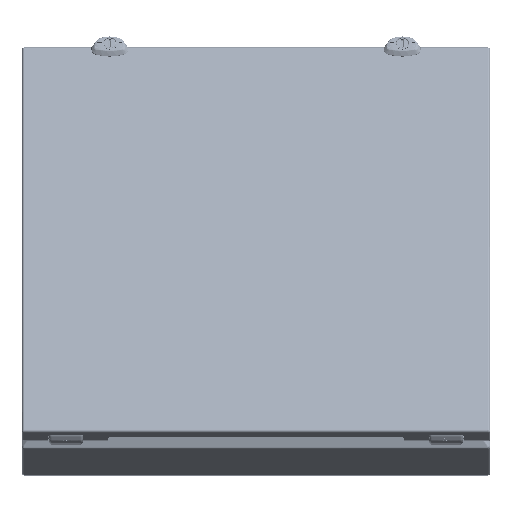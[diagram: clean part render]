
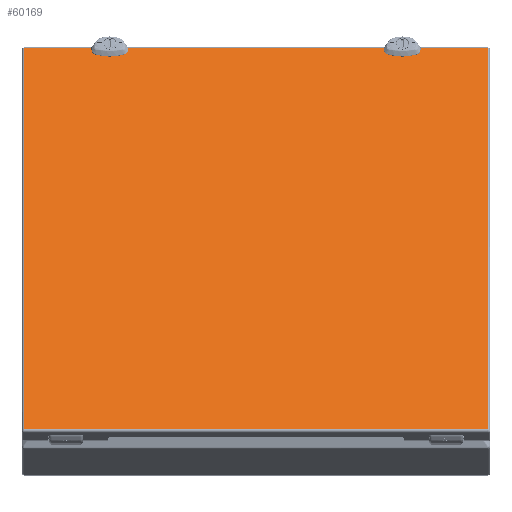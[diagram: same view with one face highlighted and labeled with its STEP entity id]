
A CAD part, top view. The second image highlights one B-rep face of the part: STEP entity #60169.
In plain terms, the highlighted face is planar.
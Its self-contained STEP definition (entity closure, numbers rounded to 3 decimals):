
#3845=LINE('',#89638,#9156);
#3880=LINE('',#89736,#9191);
#3883=LINE('',#89749,#9194);
#3887=LINE('',#89766,#9198);
#3888=LINE('',#89768,#9199);
#3889=LINE('',#89772,#9200);
#3890=LINE('',#89776,#9201);
#3891=LINE('',#89778,#9202);
#3892=LINE('',#89780,#9203);
#3893=LINE('',#89782,#9204);
#3894=LINE('',#89784,#9205);
#3895=LINE('',#89785,#9206);
#9156=VECTOR('',#71130,0.394);
#9191=VECTOR('',#71199,0.394);
#9194=VECTOR('',#71214,0.394);
#9198=VECTOR('',#71236,0.394);
#9199=VECTOR('',#71237,0.394);
#9200=VECTOR('',#71240,0.394);
#9201=VECTOR('',#71243,0.394);
#9202=VECTOR('',#71244,0.394);
#9203=VECTOR('',#71245,0.394);
#9204=VECTOR('',#71246,0.394);
#9205=VECTOR('',#71247,0.394);
#9206=VECTOR('',#71248,0.394);
#15358=FACE_OUTER_BOUND('',#18967,.T.);
#18967=EDGE_LOOP('',(#41401,#41402,#41403,#41404,#41405,#41406,#41407,#41408,
#41409,#41410,#41411,#41412,#41413,#41414,#41415,#41416));
#22610=CIRCLE('',#64739,0.03);
#22612=CIRCLE('',#64743,0.03);
#22614=CIRCLE('',#64750,0.03);
#22615=CIRCLE('',#64751,0.03);
#25071=VERTEX_POINT('',#89636);
#25072=VERTEX_POINT('',#89637);
#25117=VERTEX_POINT('',#89733);
#25118=VERTEX_POINT('',#89735);
#25120=VERTEX_POINT('',#89742);
#25122=VERTEX_POINT('',#89748);
#25126=VERTEX_POINT('',#89765);
#25127=VERTEX_POINT('',#89767);
#25128=VERTEX_POINT('',#89769);
#25129=VERTEX_POINT('',#89771);
#25130=VERTEX_POINT('',#89773);
#25131=VERTEX_POINT('',#89775);
#25132=VERTEX_POINT('',#89777);
#25133=VERTEX_POINT('',#89779);
#25134=VERTEX_POINT('',#89781);
#25135=VERTEX_POINT('',#89783);
#31248=EDGE_CURVE('',#25071,#25072,#3845,.T.);
#31297=EDGE_CURVE('',#25118,#25117,#3880,.T.);
#31301=EDGE_CURVE('',#25120,#25071,#22610,.T.);
#31304=EDGE_CURVE('',#25122,#25120,#3883,.T.);
#31307=EDGE_CURVE('',#25117,#25122,#22612,.T.);
#31313=EDGE_CURVE('',#25072,#25126,#3887,.T.);
#31314=EDGE_CURVE('',#25126,#25127,#3888,.T.);
#31315=EDGE_CURVE('',#25127,#25128,#22614,.T.);
#31316=EDGE_CURVE('',#25128,#25129,#3889,.T.);
#31317=EDGE_CURVE('',#25129,#25130,#22615,.T.);
#31318=EDGE_CURVE('',#25130,#25131,#3890,.T.);
#31319=EDGE_CURVE('',#25131,#25132,#3891,.T.);
#31320=EDGE_CURVE('',#25133,#25132,#3892,.T.);
#31321=EDGE_CURVE('',#25133,#25134,#3893,.T.);
#31322=EDGE_CURVE('',#25134,#25135,#3894,.T.);
#31323=EDGE_CURVE('',#25135,#25118,#3895,.T.);
#41401=ORIENTED_EDGE('',*,*,#31297,.T.);
#41402=ORIENTED_EDGE('',*,*,#31307,.T.);
#41403=ORIENTED_EDGE('',*,*,#31304,.T.);
#41404=ORIENTED_EDGE('',*,*,#31301,.T.);
#41405=ORIENTED_EDGE('',*,*,#31248,.T.);
#41406=ORIENTED_EDGE('',*,*,#31313,.T.);
#41407=ORIENTED_EDGE('',*,*,#31314,.T.);
#41408=ORIENTED_EDGE('',*,*,#31315,.T.);
#41409=ORIENTED_EDGE('',*,*,#31316,.T.);
#41410=ORIENTED_EDGE('',*,*,#31317,.T.);
#41411=ORIENTED_EDGE('',*,*,#31318,.T.);
#41412=ORIENTED_EDGE('',*,*,#31319,.T.);
#41413=ORIENTED_EDGE('',*,*,#31320,.F.);
#41414=ORIENTED_EDGE('',*,*,#31321,.T.);
#41415=ORIENTED_EDGE('',*,*,#31322,.T.);
#41416=ORIENTED_EDGE('',*,*,#31323,.T.);
#58451=PLANE('',#64749);
#60169=ADVANCED_FACE('',(#15358),#58451,.T.);
#64739=AXIS2_PLACEMENT_3D('',#89743,#71208,#71209);
#64743=AXIS2_PLACEMENT_3D('',#89753,#71220,#71221);
#64749=AXIS2_PLACEMENT_3D('',#89764,#71234,#71235);
#64750=AXIS2_PLACEMENT_3D('',#89770,#71238,#71239);
#64751=AXIS2_PLACEMENT_3D('',#89774,#71241,#71242);
#71130=DIRECTION('',(0.,1.,0.));
#71199=DIRECTION('',(0.,-1.,0.));
#71208=DIRECTION('center_axis',(0.,0.,-1.));
#71209=DIRECTION('ref_axis',(-1.,0.,0.));
#71214=DIRECTION('',(-1.,0.,0.));
#71220=DIRECTION('center_axis',(0.,0.,-1.));
#71221=DIRECTION('ref_axis',(0.,-1.,0.));
#71234=DIRECTION('center_axis',(0.,0.,1.));
#71235=DIRECTION('ref_axis',(1.,0.,0.));
#71236=DIRECTION('',(-1.,0.,0.));
#71237=DIRECTION('',(0.,-1.,0.));
#71238=DIRECTION('center_axis',(0.,0.,-1.));
#71239=DIRECTION('ref_axis',(0.,-1.,0.));
#71240=DIRECTION('',(-1.,0.,0.));
#71241=DIRECTION('center_axis',(0.,0.,-1.));
#71242=DIRECTION('ref_axis',(-1.,0.,0.));
#71243=DIRECTION('',(0.,1.,0.));
#71244=DIRECTION('',(-1.,0.,0.));
#71245=DIRECTION('',(0.,1.,0.));
#71246=DIRECTION('',(1.,0.,0.));
#71247=DIRECTION('',(0.,1.,0.));
#71248=DIRECTION('',(-1.,0.,0.));
#89636=CARTESIAN_POINT('',(4.438,7.867,0.053));
#89637=CARTESIAN_POINT('',(4.438,7.956,0.053));
#89638=CARTESIAN_POINT('',(4.438,4.042,0.053));
#89733=CARTESIAN_POINT('',(5.563,7.867,0.053));
#89735=CARTESIAN_POINT('',(5.563,7.956,0.053));
#89736=CARTESIAN_POINT('',(5.563,3.933,0.053));
#89742=CARTESIAN_POINT('',(4.468,7.837,0.053));
#89743=CARTESIAN_POINT('Origin',(4.468,7.867,0.053));
#89748=CARTESIAN_POINT('',(5.533,7.837,0.053));
#89749=CARTESIAN_POINT('',(2.234,7.837,0.053));
#89753=CARTESIAN_POINT('Origin',(5.533,7.867,0.053));
#89764=CARTESIAN_POINT('Origin',(0.,0.,
0.053));
#89765=CARTESIAN_POINT('',(-4.438,7.956,0.053));
#89766=CARTESIAN_POINT('',(-4.,7.956,0.053));
#89767=CARTESIAN_POINT('',(-4.438,7.867,0.053));
#89768=CARTESIAN_POINT('',(-4.438,3.933,0.053));
#89769=CARTESIAN_POINT('',(-4.468,7.837,0.053));
#89770=CARTESIAN_POINT('Origin',(-4.468,7.867,0.053));
#89771=CARTESIAN_POINT('',(-5.533,7.837,0.053));
#89772=CARTESIAN_POINT('',(-2.766,7.837,0.053));
#89773=CARTESIAN_POINT('',(-5.563,7.867,0.053));
#89774=CARTESIAN_POINT('Origin',(-5.533,7.867,0.053));
#89775=CARTESIAN_POINT('',(-5.563,7.956,0.053));
#89776=CARTESIAN_POINT('',(-5.563,4.042,0.053));
#89777=CARTESIAN_POINT('',(-7.916,7.956,0.053));
#89778=CARTESIAN_POINT('',(-4.,7.956,0.053));
#89779=CARTESIAN_POINT('',(-7.916,-7.956,0.053));
#89780=CARTESIAN_POINT('',(-7.916,-7.54,0.053));
#89781=CARTESIAN_POINT('',(7.916,-7.956,0.053));
#89782=CARTESIAN_POINT('',(4.,-7.956,0.053));
#89783=CARTESIAN_POINT('',(7.916,7.956,0.053));
#89784=CARTESIAN_POINT('',(7.916,4.02,0.053));
#89785=CARTESIAN_POINT('',(-4.,7.956,0.053));
